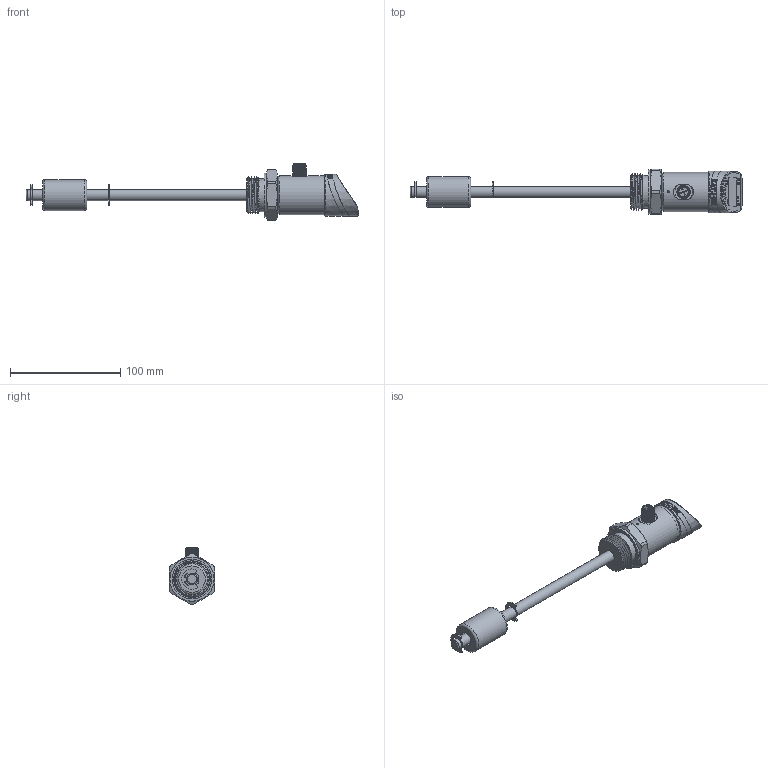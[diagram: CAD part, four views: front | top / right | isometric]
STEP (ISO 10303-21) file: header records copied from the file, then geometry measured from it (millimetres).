
FILE_DESCRIPTION(/* description */ (''),/* implementation_level */ '2;1');
FILE_NAME(/* name */ 'LT500-G1ML200-3D.stp',/* time_stamp */ '2022-12-13T09:51:47+08:00',/* author */ (''),/* organization */ (''),/* preprocessor_version */ 'ST-DEVELOPER v16',/* originating_system */ 'SIEMENS PLM Software NX 10.0',/* authorisation */ '');
FILE_SCHEMA (('CONFIG_CONTROL_DESIGN'));
Length unit declared in the file: millimetre
Products named in the file (1): LT500-G1ML200-3D _step
Bounding box: 301 x 41 x 51.7 mm (x, y, z)
Volume: 86326.4 mm3; surface area: 45450 mm2
Topology: 11 solids, 14 shells, 805 faces, 2090 edges, 1358 vertices
Faces by surface type: plane 334, cylinder 177, extrusion 119, cone 74, bspline 48, torus 33, sphere 20
Full cylindrical faces by diameter (mm): 1.689 x1, 2 x1, 2.7 x6, 3.5 x3, 9 x2, 9.5 x1, 9.8 x1, 10 x3, 26 x2, 28 x1, 29.9 x1, 31.7 x1, 32 x1, 33 x1, 34.5 x1, 35.5 x2, 36 x1, 40 x1
Entity records: 32014 total; most frequent: CARTESIAN_POINT 13715, ORIENTED_EDGE 3930, DIRECTION 3326, EDGE_CURVE 1965, VERTEX_POINT 1320, AXIS2_PLACEMENT_3D 1231, EDGE_LOOP 951, VECTOR 864
